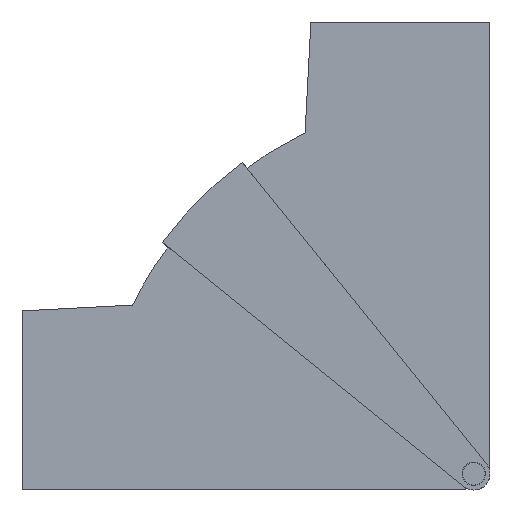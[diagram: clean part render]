
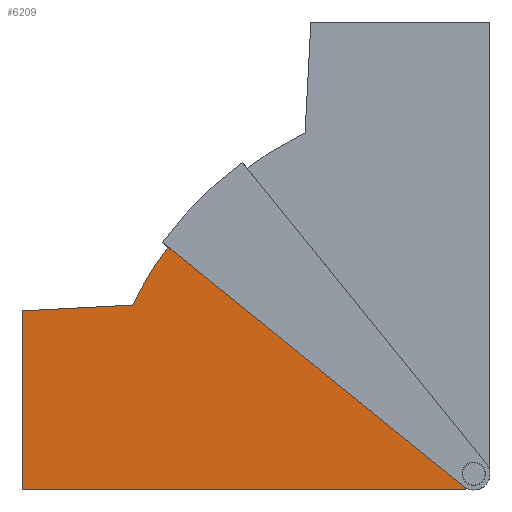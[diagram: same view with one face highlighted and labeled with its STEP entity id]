
A CAD part, front view. The second image highlights one B-rep face of the part: STEP entity #6209.
In plain terms, the highlighted planar face has unit normal (0, -1, 0).
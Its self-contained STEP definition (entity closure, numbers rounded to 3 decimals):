
#183 = CARTESIAN_POINT ( 'NONE',  ( -94.767, -52.5, 70.307 ) ) ;
#184 = CARTESIAN_POINT ( 'NONE',  ( 0., -52.5, 0. ) ) ;
#566 = VERTEX_POINT ( 'NONE', #3252 ) ;
#781 = CARTESIAN_POINT ( 'NONE',  ( -2.5, -52.5, -4.33 ) ) ;
#824 = ORIENTED_EDGE ( 'NONE', *, *, #3904, .F. ) ;
#992 = DIRECTION ( 'NONE',  ( 0.999, 0., 0.052 ) ) ;
#1152 = VERTEX_POINT ( 'NONE', #2676 ) ;
#1365 = CIRCLE ( 'NONE', #2778, 118. ) ;
#1582 = LINE ( 'NONE', #2976, #4016 ) ;
#1586 = DIRECTION ( 'NONE',  ( 0., 0., -1. ) ) ;
#1628 = DIRECTION ( 'NONE',  ( 0., 1., 0. ) ) ;
#1862 = VECTOR ( 'NONE', #992, 1000. ) ;
#1921 = ORIENTED_EDGE ( 'NONE', *, *, #5077, .F. ) ;
#2132 = VERTEX_POINT ( 'NONE', #781 ) ;
#2172 = EDGE_CURVE ( 'NONE', #3760, #3044, #5364, .T. ) ;
#2262 = DIRECTION ( 'NONE',  ( 0., -1., 0. ) ) ;
#2461 = ORIENTED_EDGE ( 'NONE', *, *, #3185, .F. ) ;
#2503 = DIRECTION ( 'NONE',  ( -1., 0., 0. ) ) ;
#2506 = CARTESIAN_POINT ( 'NONE',  ( -2.5, -52.5, 0. ) ) ;
#2676 = CARTESIAN_POINT ( 'NONE',  ( -3.147, -52.5, -3.886 ) ) ;
#2697 = ORIENTED_EDGE ( 'NONE', *, *, #4098, .F. ) ;
#2740 = CARTESIAN_POINT ( 'NONE',  ( -140., -52.5, -5. ) ) ;
#2778 = AXIS2_PLACEMENT_3D ( 'NONE', #184, #3633, #4080 ) ;
#2822 = VERTEX_POINT ( 'NONE', #183 ) ;
#2867 = VECTOR ( 'NONE', #5106, 1000. ) ;
#2976 = CARTESIAN_POINT ( 'NONE',  ( -140., -52.5, -5. ) ) ;
#3044 = VERTEX_POINT ( 'NONE', #3845 ) ;
#3056 = CARTESIAN_POINT ( 'NONE',  ( 0., -52.5, 0. ) ) ;
#3089 = ORIENTED_EDGE ( 'NONE', *, *, #5400, .F. ) ;
#3179 = AXIS2_PLACEMENT_3D ( 'NONE', #3733, #2262, #4211 ) ;
#3185 = EDGE_CURVE ( 'NONE', #566, #4991, #1582, .T. ) ;
#3252 = CARTESIAN_POINT ( 'NONE',  ( -2.5, -52.5, -5. ) ) ;
#3302 = DIRECTION ( 'NONE',  ( 0., 0., 1. ) ) ;
#3446 = LINE ( 'NONE', #2506, #4389 ) ;
#3589 = CIRCLE ( 'NONE', #3179, 5. ) ;
#3633 = DIRECTION ( 'NONE',  ( 0., 1., 0. ) ) ;
#3647 = ORIENTED_EDGE ( 'NONE', *, *, #4599, .F. ) ;
#3733 = CARTESIAN_POINT ( 'NONE',  ( 0., -52.5, 0. ) ) ;
#3748 = CARTESIAN_POINT ( 'NONE',  ( -3.147, -52.5, -3.886 ) ) ;
#3760 = VERTEX_POINT ( 'NONE', #4652 ) ;
#3764 = LINE ( 'NONE', #5697, #4386 ) ;
#3845 = CARTESIAN_POINT ( 'NONE',  ( -105.78, -52.5, 52.293 ) ) ;
#3904 = EDGE_CURVE ( 'NONE', #1152, #2132, #3589, .T. ) ;
#4016 = VECTOR ( 'NONE', #2503, 1000. ) ;
#4080 = DIRECTION ( 'NONE',  ( 0., 0., 1. ) ) ;
#4098 = EDGE_CURVE ( 'NONE', #3044, #2822, #1365, .T. ) ;
#4211 = DIRECTION ( 'NONE',  ( 0., 0., 1. ) ) ;
#4386 = VECTOR ( 'NONE', #3302, 1000. ) ;
#4389 = VECTOR ( 'NONE', #1586, 1000. ) ;
#4423 = AXIS2_PLACEMENT_3D ( 'NONE', #3056, #1628, #5059 ) ;
#4588 = FACE_OUTER_BOUND ( 'NONE', #5763, .T. ) ;
#4599 = EDGE_CURVE ( 'NONE', #2822, #1152, #6213, .T. ) ;
#4652 = CARTESIAN_POINT ( 'NONE',  ( -140., -52.5, 50.5 ) ) ;
#4991 = VERTEX_POINT ( 'NONE', #2740 ) ;
#5059 = DIRECTION ( 'NONE',  ( 0., 0., 1. ) ) ;
#5077 = EDGE_CURVE ( 'NONE', #4991, #3760, #3764, .T. ) ;
#5106 = DIRECTION ( 'NONE',  ( 0.777, 0., -0.629 ) ) ;
#5115 = ORIENTED_EDGE ( 'NONE', *, *, #2172, .F. ) ;
#5120 = PLANE ( 'NONE',  #4423 ) ;
#5364 = LINE ( 'NONE', #5818, #1862 ) ;
#5400 = EDGE_CURVE ( 'NONE', #2132, #566, #3446, .T. ) ;
#5697 = CARTESIAN_POINT ( 'NONE',  ( -140., -52.5, -5. ) ) ;
#5763 = EDGE_LOOP ( 'NONE', ( #3089, #824, #3647, #2697, #5115, #1921, #2461 ) ) ;
#5818 = CARTESIAN_POINT ( 'NONE',  ( -140., -52.5, 50.5 ) ) ;
#6209 = ADVANCED_FACE ( 'NONE', ( #4588 ), #5120, .F. ) ;
#6213 = LINE ( 'NONE', #3748, #2867 ) ;
